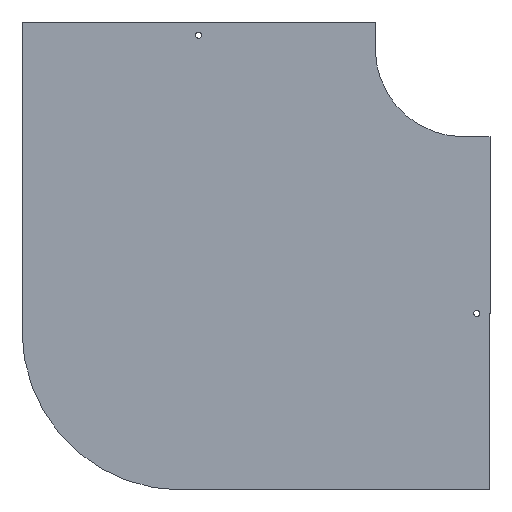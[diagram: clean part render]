
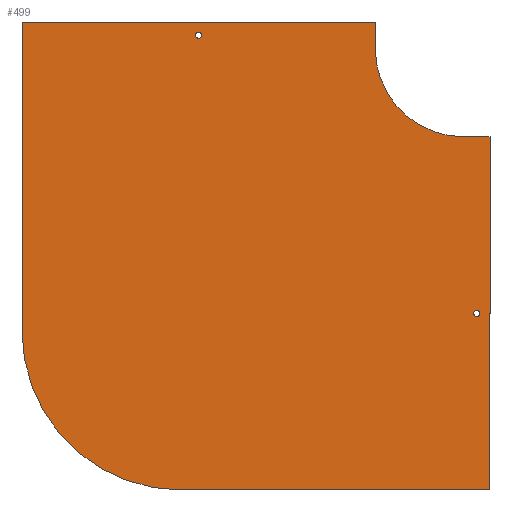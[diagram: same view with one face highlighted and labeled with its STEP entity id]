
A CAD part, front view. The second image highlights one B-rep face of the part: STEP entity #499.
In plain terms, the highlighted planar face has unit normal (0, -1, 0).
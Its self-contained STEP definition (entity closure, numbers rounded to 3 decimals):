
#83 = CIRCLE ( 'NONE', #1516, 3.5 ) ;
#84 = VERTEX_POINT ( 'NONE', #759 ) ;
#85 = VERTEX_POINT ( 'NONE', #764 ) ;
#143 = CARTESIAN_POINT ( 'NONE',  ( -20., 0., -530. ) ) ;
#158 = DIRECTION ( 'NONE',  ( 0., 0., 1. ) ) ;
#159 = DIRECTION ( 'NONE',  ( -1., 0., 0. ) ) ;
#160 = DIRECTION ( 'NONE',  ( 0., 1., 0. ) ) ;
#161 = CARTESIAN_POINT ( 'NONE',  ( -20., 0., -350. ) ) ;
#190 = EDGE_CURVE ( 'NONE', #84, #84, #219, .T. ) ;
#219 = CIRCLE ( 'NONE', #1422, 3.5 ) ;
#241 = FACE_BOUND ( 'NONE', #1793, .T. ) ;
#253 = FACE_OUTER_BOUND ( 'NONE', #1782, .T. ) ;
#257 = FACE_BOUND ( 'NONE', #1816, .T. ) ;
#338 = CIRCLE ( 'NONE', #1481, 100. ) ;
#352 = LINE ( 'NONE', #1037, #354 ) ;
#354 = VECTOR ( 'NONE', #1032, 1000. ) ;
#368 = LINE ( 'NONE', #1285, #373 ) ;
#373 = VECTOR ( 'NONE', #1344, 1000. ) ;
#374 = LINE ( 'NONE', #1336, #377 ) ;
#377 = VECTOR ( 'NONE', #1335, 1000. ) ;
#389 = LINE ( 'NONE', #1306, #393 ) ;
#393 = VECTOR ( 'NONE', #1309, 1000. ) ;
#402 = LINE ( 'NONE', #1289, #405 ) ;
#405 = VECTOR ( 'NONE', #1288, 1000. ) ;
#421 = LINE ( 'NONE', #143, #425 ) ;
#425 = VECTOR ( 'NONE', #159, 1000. ) ;
#428 = CIRCLE ( 'NONE', #1495, 180. ) ;
#499 = ADVANCED_FACE ( 'NONE', ( #241, #257, #253 ), #871, .F. ) ;
#668 = CARTESIAN_POINT ( 'NONE',  ( -200., 0., -350. ) ) ;
#672 = CARTESIAN_POINT ( 'NONE',  ( 200., 0., 0. ) ) ;
#673 = CARTESIAN_POINT ( 'NONE',  ( -200., 0., 0. ) ) ;
#685 = CARTESIAN_POINT ( 'NONE',  ( 200., 0., -30. ) ) ;
#691 = CARTESIAN_POINT ( 'NONE',  ( 300., 0., -130. ) ) ;
#697 = CARTESIAN_POINT ( 'NONE',  ( 330., 0., -130. ) ) ;
#706 = CARTESIAN_POINT ( 'NONE',  ( 330., 0., -530. ) ) ;
#713 = CARTESIAN_POINT ( 'NONE',  ( -20., 0., -530. ) ) ;
#759 = CARTESIAN_POINT ( 'NONE',  ( 315., 0., -333.5 ) ) ;
#761 = CARTESIAN_POINT ( 'NONE',  ( 0., 0., -15. ) ) ;
#762 = DIRECTION ( 'NONE',  ( 0., -1., 0. ) ) ;
#763 = DIRECTION ( 'NONE',  ( 0., 0., -1. ) ) ;
#764 = CARTESIAN_POINT ( 'NONE',  ( 0., 0., -18.5 ) ) ;
#809 = DIRECTION ( 'NONE',  ( 0., -1., 0. ) ) ;
#812 = CARTESIAN_POINT ( 'NONE',  ( 315., 0., -330. ) ) ;
#816 = DIRECTION ( 'NONE',  ( 0., 0., -1. ) ) ;
#853 = CARTESIAN_POINT ( 'NONE',  ( -20., 0., -350. ) ) ;
#856 = DIRECTION ( 'NONE',  ( 0., 1., 0. ) ) ;
#871 = PLANE ( 'NONE',  #1441 ) ;
#873 = DIRECTION ( 'NONE',  ( 0., 0., 1. ) ) ;
#1026 = CARTESIAN_POINT ( 'NONE',  ( 300., 0., -30. ) ) ;
#1027 = DIRECTION ( 'NONE',  ( 0., -1., 0. ) ) ;
#1028 = DIRECTION ( 'NONE',  ( 0., 0., -1. ) ) ;
#1032 = DIRECTION ( 'NONE',  ( 0., 0., -1. ) ) ;
#1037 = CARTESIAN_POINT ( 'NONE',  ( 200., 0., 0. ) ) ;
#1075 = EDGE_CURVE ( 'NONE', #1581, #1587, #338, .T. ) ;
#1082 = EDGE_CURVE ( 'NONE', #1568, #1581, #352, .T. ) ;
#1093 = EDGE_CURVE ( 'NONE', #1569, #1568, #368, .T. ) ;
#1095 = EDGE_CURVE ( 'NONE', #1563, #1569, #374, .T. ) ;
#1105 = EDGE_CURVE ( 'NONE', #1587, #1593, #389, .T. ) ;
#1111 = EDGE_CURVE ( 'NONE', #1593, #1602, #402, .T. ) ;
#1123 = EDGE_CURVE ( 'NONE', #1602, #1609, #421, .T. ) ;
#1126 = EDGE_CURVE ( 'NONE', #1609, #1563, #428, .T. ) ;
#1218 = ORIENTED_EDGE ( 'NONE', *, *, #190, .F. ) ;
#1219 = ORIENTED_EDGE ( 'NONE', *, *, #1829, .F. ) ;
#1220 = ORIENTED_EDGE ( 'NONE', *, *, #1123, .F. ) ;
#1221 = ORIENTED_EDGE ( 'NONE', *, *, #1111, .F. ) ;
#1222 = ORIENTED_EDGE ( 'NONE', *, *, #1105, .F. ) ;
#1223 = ORIENTED_EDGE ( 'NONE', *, *, #1075, .F. ) ;
#1224 = ORIENTED_EDGE ( 'NONE', *, *, #1082, .F. ) ;
#1225 = ORIENTED_EDGE ( 'NONE', *, *, #1093, .F. ) ;
#1226 = ORIENTED_EDGE ( 'NONE', *, *, #1095, .F. ) ;
#1227 = ORIENTED_EDGE ( 'NONE', *, *, #1126, .F. ) ;
#1285 = CARTESIAN_POINT ( 'NONE',  ( -200., 0., 0. ) ) ;
#1288 = DIRECTION ( 'NONE',  ( 0., 0., -1. ) ) ;
#1289 = CARTESIAN_POINT ( 'NONE',  ( 330., 0., -530. ) ) ;
#1306 = CARTESIAN_POINT ( 'NONE',  ( 330., 0., -130. ) ) ;
#1309 = DIRECTION ( 'NONE',  ( 1., 0., 0. ) ) ;
#1335 = DIRECTION ( 'NONE',  ( 0., 0., 1. ) ) ;
#1336 = CARTESIAN_POINT ( 'NONE',  ( -200., 0., 0. ) ) ;
#1344 = DIRECTION ( 'NONE',  ( 1., 0., 0. ) ) ;
#1422 = AXIS2_PLACEMENT_3D ( 'NONE', #812, #809, #816 ) ;
#1441 = AXIS2_PLACEMENT_3D ( 'NONE', #853, #856, #873 ) ;
#1481 = AXIS2_PLACEMENT_3D ( 'NONE', #1026, #1027, #1028 ) ;
#1495 = AXIS2_PLACEMENT_3D ( 'NONE', #161, #160, #158 ) ;
#1516 = AXIS2_PLACEMENT_3D ( 'NONE', #761, #762, #763 ) ;
#1563 = VERTEX_POINT ( 'NONE', #668 ) ;
#1568 = VERTEX_POINT ( 'NONE', #672 ) ;
#1569 = VERTEX_POINT ( 'NONE', #673 ) ;
#1581 = VERTEX_POINT ( 'NONE', #685 ) ;
#1587 = VERTEX_POINT ( 'NONE', #691 ) ;
#1593 = VERTEX_POINT ( 'NONE', #697 ) ;
#1602 = VERTEX_POINT ( 'NONE', #706 ) ;
#1609 = VERTEX_POINT ( 'NONE', #713 ) ;
#1782 = EDGE_LOOP ( 'NONE', ( #1220, #1221, #1222, #1223, #1224, #1225, #1226, #1227 ) ) ;
#1793 = EDGE_LOOP ( 'NONE', ( #1218 ) ) ;
#1816 = EDGE_LOOP ( 'NONE', ( #1219 ) ) ;
#1829 = EDGE_CURVE ( 'NONE', #85, #85, #83, .T. ) ;
